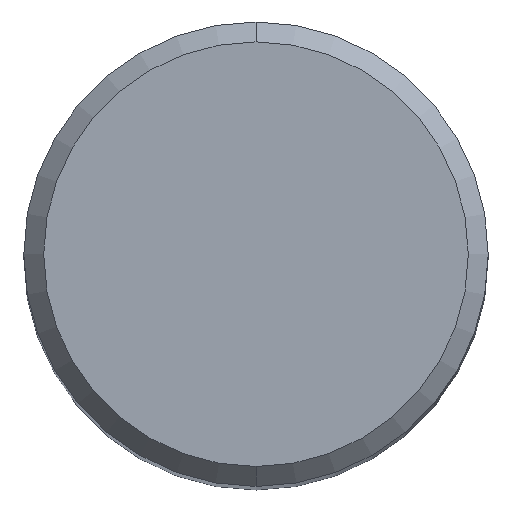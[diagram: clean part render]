
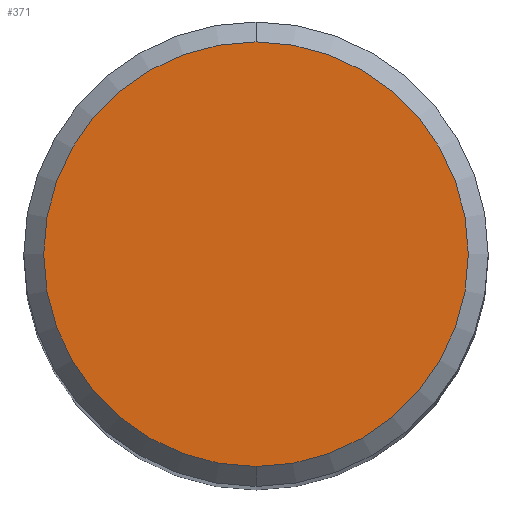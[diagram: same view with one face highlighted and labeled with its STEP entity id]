
A CAD part, top view. The second image highlights one B-rep face of the part: STEP entity #371.
In plain terms, the highlighted planar face has unit normal (0, 0, 1).
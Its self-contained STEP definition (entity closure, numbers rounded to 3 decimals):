
#371=ADVANCED_FACE('',(#993),#994,.T.);
#497=EDGE_CURVE('',#689,#541,#1131,.T.);
#541=VERTEX_POINT('',#1180);
#637=EDGE_CURVE('',#541,#689,#1286,.T.);
#689=VERTEX_POINT('',#1340);
#993=FACE_OUTER_BOUND('',#1723,.T.);
#994=PLANE('',#1724);
#1131=CIRCLE('',#3757,6.4);
#1180=CARTESIAN_POINT('',(0.0,6.4,0.0));
#1286=CIRCLE('',#5528,6.4);
#1340=CARTESIAN_POINT('',(0.,-6.4,0.0));
#1723=EDGE_LOOP('',(#9276,#9277));
#1724=AXIS2_PLACEMENT_3D('',#9278,#9279,#9280);
#3757=AXIS2_PLACEMENT_3D('',#9421,#9422,#9423);
#5528=AXIS2_PLACEMENT_3D('',#9588,#9589,#9590);
#9276=ORIENTED_EDGE('',*,*,#637,.F.);
#9277=ORIENTED_EDGE('',*,*,#497,.F.);
#9278=CARTESIAN_POINT('',(0.0,3.2,0.0));
#9279=DIRECTION('',(-0.0,0.0,1.0));
#9280=DIRECTION('',(0.0,-1.0,0.0));
#9421=CARTESIAN_POINT('',(0.0,0.0,0.0));
#9422=DIRECTION('',(0.0,0.0,-1.0));
#9423=DIRECTION('',(0.0,1.0,0.0));
#9588=CARTESIAN_POINT('',(0.0,0.0,0.0));
#9589=DIRECTION('',(0.0,0.0,-1.0));
#9590=DIRECTION('',(0.0,1.0,0.0));
